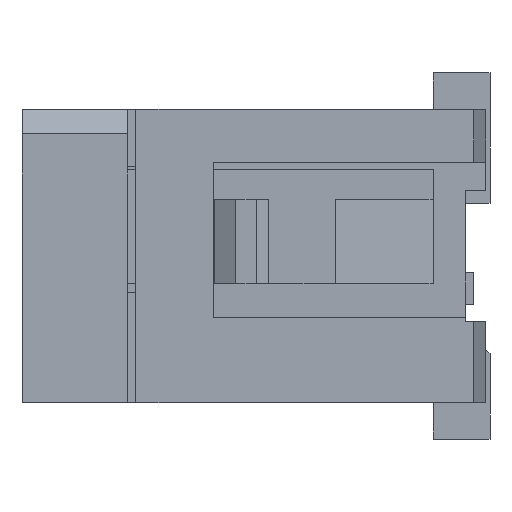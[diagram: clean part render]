
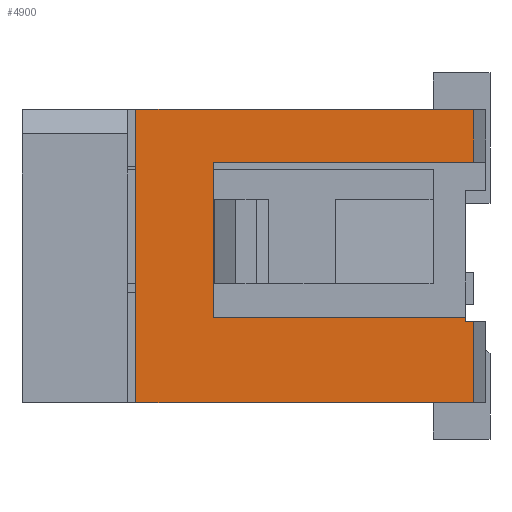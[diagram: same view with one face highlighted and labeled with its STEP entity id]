
A CAD part, left-side view. The second image highlights one B-rep face of the part: STEP entity #4900.
In plain terms, the highlighted planar face has unit normal (-1, 0, 0).
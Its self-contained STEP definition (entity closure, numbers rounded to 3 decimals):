
#1=DIRECTION('',(0.,0.,-1.));
#2=VECTOR('',#1,3.6);
#3=CARTESIAN_POINT('',(-4.925,4.3,1.8));
#4=LINE('',#3,#2);
#5=DIRECTION('',(0.,-1.,0.));
#6=VECTOR('',#5,4.15);
#7=CARTESIAN_POINT('',(-4.925,4.3,1.8));
#8=LINE('',#7,#6);
#9=DIRECTION('',(0.,0.,-1.));
#10=VECTOR('',#9,0.65);
#11=CARTESIAN_POINT('',(-4.925,0.15,1.8));
#12=LINE('',#11,#10);
#13=DIRECTION('',(0.,1.,0.));
#14=VECTOR('',#13,3.2);
#15=CARTESIAN_POINT('',(-4.925,0.15,1.15));
#16=LINE('',#15,#14);
#17=DIRECTION('',(0.,0.,-1.));
#18=VECTOR('',#17,1.9);
#19=CARTESIAN_POINT('',(-4.925,3.35,1.15));
#20=LINE('',#19,#18);
#21=DIRECTION('',(0.,1.,0.));
#22=VECTOR('',#21,3.1);
#23=CARTESIAN_POINT('',(-4.925,0.25,-0.75));
#24=LINE('',#23,#22);
#25=DIRECTION('',(0.,0.,-1.));
#26=VECTOR('',#25,0.05);
#27=CARTESIAN_POINT('',(-4.925,0.25,-0.75));
#28=LINE('',#27,#26);
#29=DIRECTION('',(0.,-1.,0.));
#30=VECTOR('',#29,0.1);
#31=CARTESIAN_POINT('',(-4.925,0.25,-0.8));
#32=LINE('',#31,#30);
#33=DIRECTION('',(0.,0.,-1.));
#34=VECTOR('',#33,1.);
#35=CARTESIAN_POINT('',(-4.925,0.15,-0.8));
#36=LINE('',#35,#34);
#37=DIRECTION('',(0.,1.,0.));
#38=VECTOR('',#37,4.15);
#39=CARTESIAN_POINT('',(-4.925,0.15,-1.8));
#40=LINE('',#39,#38);
#3689=CARTESIAN_POINT('',(-4.925,4.3,1.8));
#3690=CARTESIAN_POINT('',(-4.925,4.3,-1.8));
#3691=VERTEX_POINT('',#3689);
#3692=VERTEX_POINT('',#3690);
#3701=CARTESIAN_POINT('',(-4.925,0.15,1.8));
#3702=VERTEX_POINT('',#3701);
#3709=CARTESIAN_POINT('',(-4.925,0.15,-1.8));
#3710=VERTEX_POINT('',#3709);
#3765=CARTESIAN_POINT('',(-4.925,0.15,1.15));
#3766=VERTEX_POINT('',#3765);
#3767=CARTESIAN_POINT('',(-4.925,0.15,-0.8));
#3768=VERTEX_POINT('',#3767);
#3789=CARTESIAN_POINT('',(-4.925,0.25,-0.8));
#3790=VERTEX_POINT('',#3789);
#3913=CARTESIAN_POINT('',(-4.925,3.35,1.15));
#3914=CARTESIAN_POINT('',(-4.925,3.35,-0.75));
#3915=VERTEX_POINT('',#3913);
#3916=VERTEX_POINT('',#3914);
#3917=CARTESIAN_POINT('',(-4.925,0.25,-0.75));
#3918=VERTEX_POINT('',#3917);
#4873=CARTESIAN_POINT('',(-4.925,0.,0.));
#4874=DIRECTION('',(1.,0.,0.));
#4875=DIRECTION('',(0.,-1.,0.));
#4876=AXIS2_PLACEMENT_3D('',#4873,#4874,#4875);
#4877=PLANE('',#4876);
#4879=ORIENTED_EDGE('',*,*,#4878,.F.);
#4881=ORIENTED_EDGE('',*,*,#4880,.T.);
#4883=ORIENTED_EDGE('',*,*,#4882,.T.);
#4885=ORIENTED_EDGE('',*,*,#4884,.T.);
#4887=ORIENTED_EDGE('',*,*,#4886,.T.);
#4889=ORIENTED_EDGE('',*,*,#4888,.F.);
#4891=ORIENTED_EDGE('',*,*,#4890,.T.);
#4893=ORIENTED_EDGE('',*,*,#4892,.T.);
#4895=ORIENTED_EDGE('',*,*,#4894,.T.);
#4897=ORIENTED_EDGE('',*,*,#4896,.T.);
#4898=EDGE_LOOP('',(#4879,#4881,#4883,#4885,#4887,#4889,#4891,#4893,#4895,
#4897));
#4899=FACE_OUTER_BOUND('',#4898,.F.);
#4900=ADVANCED_FACE('',(#4899),#4877,.F.);
#4878=EDGE_CURVE('',#3691,#3692,#4,.T.);
#4880=EDGE_CURVE('',#3691,#3702,#8,.T.);
#4882=EDGE_CURVE('',#3702,#3766,#12,.T.);
#4884=EDGE_CURVE('',#3766,#3915,#16,.T.);
#4886=EDGE_CURVE('',#3915,#3916,#20,.T.);
#4888=EDGE_CURVE('',#3918,#3916,#24,.T.);
#4890=EDGE_CURVE('',#3918,#3790,#28,.T.);
#4892=EDGE_CURVE('',#3790,#3768,#32,.T.);
#4894=EDGE_CURVE('',#3768,#3710,#36,.T.);
#4896=EDGE_CURVE('',#3710,#3692,#40,.T.);
